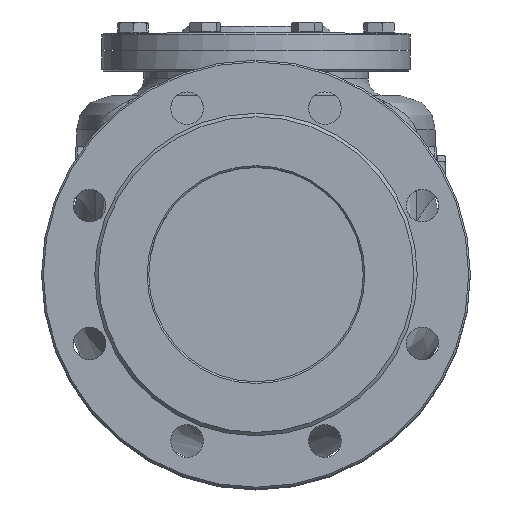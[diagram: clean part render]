
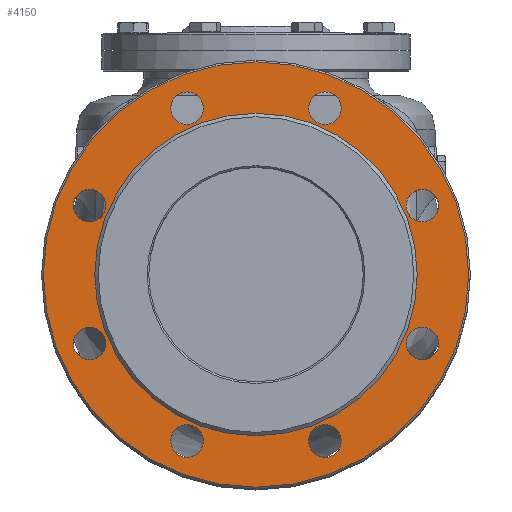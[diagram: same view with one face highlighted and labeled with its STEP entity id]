
A CAD part, top view. The second image highlights one B-rep face of the part: STEP entity #4150.
In plain terms, the highlighted planar face has unit normal (0, 0, 1).
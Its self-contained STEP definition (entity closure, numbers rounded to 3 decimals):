
#218=FACE_BOUND('',#1412,.T.);
#219=FACE_BOUND('',#1413,.T.);
#220=FACE_BOUND('',#1414,.T.);
#221=FACE_BOUND('',#1415,.T.);
#222=FACE_BOUND('',#1416,.T.);
#223=FACE_BOUND('',#1417,.T.);
#224=FACE_BOUND('',#1418,.T.);
#225=FACE_BOUND('',#1419,.T.);
#226=FACE_BOUND('',#1420,.T.);
#367=CIRCLE('',#4509,124.);
#368=CIRCLE('',#4511,94.);
#369=CIRCLE('',#4512,9.5);
#370=CIRCLE('',#4513,9.5);
#371=CIRCLE('',#4514,9.5);
#372=CIRCLE('',#4515,9.5);
#373=CIRCLE('',#4516,9.5);
#374=CIRCLE('',#4517,9.5);
#375=CIRCLE('',#4518,9.5);
#376=CIRCLE('',#4519,9.5);
#907=PLANE('',#4510);
#1108=FACE_OUTER_BOUND('',#1411,.T.);
#1411=EDGE_LOOP('',(#3528));
#1412=EDGE_LOOP('',(#3529));
#1413=EDGE_LOOP('',(#3530));
#1414=EDGE_LOOP('',(#3531));
#1415=EDGE_LOOP('',(#3532));
#1416=EDGE_LOOP('',(#3533));
#1417=EDGE_LOOP('',(#3534));
#1418=EDGE_LOOP('',(#3535));
#1419=EDGE_LOOP('',(#3536));
#1420=EDGE_LOOP('',(#3537));
#1988=VERTEX_POINT('',#9876);
#1989=VERTEX_POINT('',#9880);
#1990=VERTEX_POINT('',#9882);
#1991=VERTEX_POINT('',#9884);
#1992=VERTEX_POINT('',#9886);
#1993=VERTEX_POINT('',#9888);
#1994=VERTEX_POINT('',#9890);
#1995=VERTEX_POINT('',#9892);
#1996=VERTEX_POINT('',#9894);
#1997=VERTEX_POINT('',#9896);
#2511=EDGE_CURVE('',#1988,#1988,#367,.T.);
#2512=EDGE_CURVE('',#1989,#1989,#368,.T.);
#2513=EDGE_CURVE('',#1990,#1990,#369,.T.);
#2514=EDGE_CURVE('',#1991,#1991,#370,.T.);
#2515=EDGE_CURVE('',#1992,#1992,#371,.T.);
#2516=EDGE_CURVE('',#1993,#1993,#372,.T.);
#2517=EDGE_CURVE('',#1994,#1994,#373,.T.);
#2518=EDGE_CURVE('',#1995,#1995,#374,.T.);
#2519=EDGE_CURVE('',#1996,#1996,#375,.T.);
#2520=EDGE_CURVE('',#1997,#1997,#376,.T.);
#3528=ORIENTED_EDGE('',*,*,#2511,.F.);
#3529=ORIENTED_EDGE('',*,*,#2512,.F.);
#3530=ORIENTED_EDGE('',*,*,#2513,.F.);
#3531=ORIENTED_EDGE('',*,*,#2514,.F.);
#3532=ORIENTED_EDGE('',*,*,#2515,.F.);
#3533=ORIENTED_EDGE('',*,*,#2516,.F.);
#3534=ORIENTED_EDGE('',*,*,#2517,.F.);
#3535=ORIENTED_EDGE('',*,*,#2518,.F.);
#3536=ORIENTED_EDGE('',*,*,#2519,.F.);
#3537=ORIENTED_EDGE('',*,*,#2520,.F.);
#4150=ADVANCED_FACE('',(#1108,#218,#219,#220,#221,#222,#223,#224,#225,#226),
#907,.F.);
#4509=AXIS2_PLACEMENT_3D('',#9878,#5233,#5234);
#4510=AXIS2_PLACEMENT_3D('',#9879,#5235,#5236);
#4511=AXIS2_PLACEMENT_3D('',#9881,#5237,#5238);
#4512=AXIS2_PLACEMENT_3D('',#9883,#5239,#5240);
#4513=AXIS2_PLACEMENT_3D('',#9885,#5241,#5242);
#4514=AXIS2_PLACEMENT_3D('',#9887,#5243,#5244);
#4515=AXIS2_PLACEMENT_3D('',#9889,#5245,#5246);
#4516=AXIS2_PLACEMENT_3D('',#9891,#5247,#5248);
#4517=AXIS2_PLACEMENT_3D('',#9893,#5249,#5250);
#4518=AXIS2_PLACEMENT_3D('',#9895,#5251,#5252);
#4519=AXIS2_PLACEMENT_3D('',#9897,#5253,#5254);
#5233=DIRECTION('center_axis',(0.,0.,-1.));
#5234=DIRECTION('ref_axis',(1.,0.,0.));
#5235=DIRECTION('center_axis',(0.,0.,-1.));
#5236=DIRECTION('ref_axis',(-1.,0.,0.));
#5237=DIRECTION('center_axis',(0.,0.,1.));
#5238=DIRECTION('ref_axis',(-1.,0.,0.));
#5239=DIRECTION('center_axis',(0.,0.,1.));
#5240=DIRECTION('ref_axis',(1.,0.,0.));
#5241=DIRECTION('center_axis',(0.,0.,1.));
#5242=DIRECTION('ref_axis',(1.,0.,0.));
#5243=DIRECTION('center_axis',(0.,0.,1.));
#5244=DIRECTION('ref_axis',(1.,0.,0.));
#5245=DIRECTION('center_axis',(0.,0.,1.));
#5246=DIRECTION('ref_axis',(1.,0.,0.));
#5247=DIRECTION('center_axis',(0.,0.,1.));
#5248=DIRECTION('ref_axis',(1.,0.,0.));
#5249=DIRECTION('center_axis',(0.,0.,1.));
#5250=DIRECTION('ref_axis',(1.,0.,0.));
#5251=DIRECTION('center_axis',(0.,0.,1.));
#5252=DIRECTION('ref_axis',(1.,0.,0.));
#5253=DIRECTION('center_axis',(0.,0.,1.));
#5254=DIRECTION('ref_axis',(1.,0.,0.));
#9876=CARTESIAN_POINT('',(-124.,0.,0.));
#9878=CARTESIAN_POINT('Origin',(0.,0.,0.));
#9879=CARTESIAN_POINT('Origin',(0.,0.,0.));
#9880=CARTESIAN_POINT('',(94.,0.,0.));
#9881=CARTESIAN_POINT('Origin',(0.,0.,0.));
#9882=CARTESIAN_POINT('',(-49.682,-97.007,0.));
#9883=CARTESIAN_POINT('Origin',(-40.182,-97.007,0.));
#9884=CARTESIAN_POINT('',(30.682,-97.007,0.));
#9885=CARTESIAN_POINT('Origin',(40.182,-97.007,0.));
#9886=CARTESIAN_POINT('',(87.507,-40.182,0.));
#9887=CARTESIAN_POINT('Origin',(97.007,-40.182,0.));
#9888=CARTESIAN_POINT('',(87.507,40.182,0.));
#9889=CARTESIAN_POINT('Origin',(97.007,40.182,0.));
#9890=CARTESIAN_POINT('',(30.682,97.007,0.));
#9891=CARTESIAN_POINT('Origin',(40.182,97.007,0.));
#9892=CARTESIAN_POINT('',(-49.682,97.007,0.));
#9893=CARTESIAN_POINT('Origin',(-40.182,97.007,0.));
#9894=CARTESIAN_POINT('',(-106.507,40.182,0.));
#9895=CARTESIAN_POINT('Origin',(-97.007,40.182,0.));
#9896=CARTESIAN_POINT('',(-106.507,-40.182,0.));
#9897=CARTESIAN_POINT('Origin',(-97.007,-40.182,0.));
